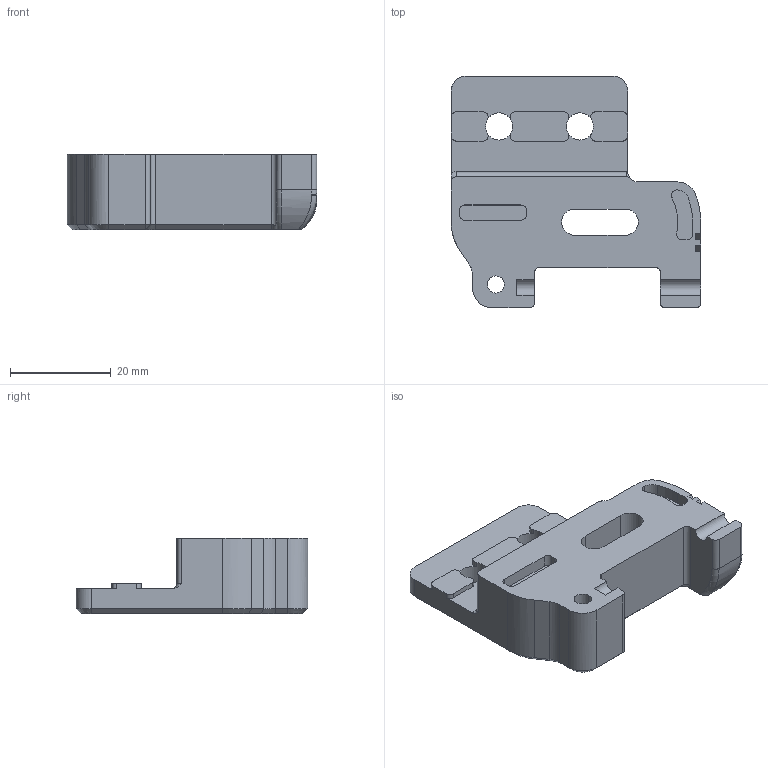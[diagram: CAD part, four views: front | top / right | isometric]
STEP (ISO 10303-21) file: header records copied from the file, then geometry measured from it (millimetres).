
FILE_DESCRIPTION((''),'2;1');
FILE_NAME('FRONT_IDLER_BOTTOM_A','2022-02-03T13:16:02',('Pa'),(''),'CREO PARAMETRIC BY PTC INC, 2021063','CREO PARAMETRIC BY PTC INC, 2021063','');
FILE_SCHEMA(('CONFIG_CONTROL_DESIGN','SHAPE_APPEARANCE_LAYERS_GROUPS'));
Length unit declared in the file: millimetre
Products named in the file (1): FRONT_IDLER_BOTTOM_A
Bounding box: 49.5 x 46 x 15 mm (x, y, z)
Volume: 16875.2 mm3; surface area: 6622 mm2
Topology: 1 solids, 1 shells, 139 faces, 400 edges, 263 vertices
Faces by surface type: plane 59, cylinder 52, cone 16, bspline 8, torus 4
Entity records: 6105 total; most frequent: CARTESIAN_POINT 1125, ORIENTED_EDGE 798, DIRECTION 789, PRESENTATION_STYLE_ASSIGNMENT 400, STYLED_ITEM 400, CURVE_STYLE 399, EDGE_CURVE 399, AXIS2_PLACEMENT_3D 287
